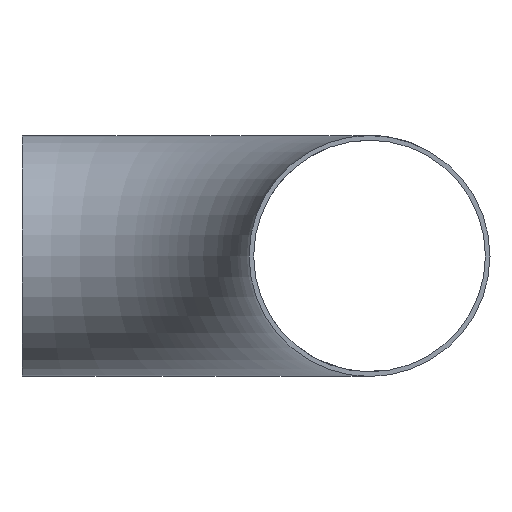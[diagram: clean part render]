
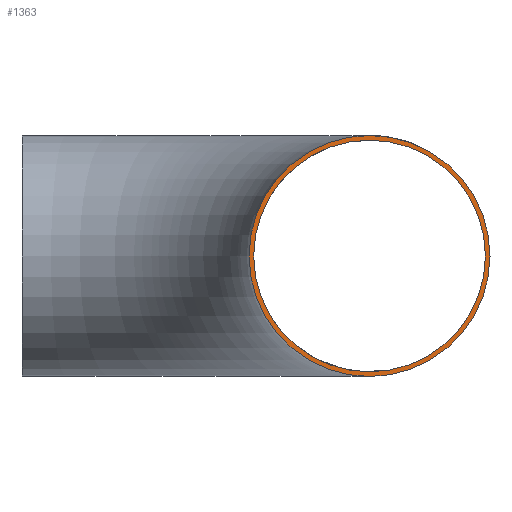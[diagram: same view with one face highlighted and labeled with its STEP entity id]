
A CAD part, left-side view. The second image highlights one B-rep face of the part: STEP entity #1363.
In plain terms, the highlighted planar face has unit normal (-1, 0, 0).
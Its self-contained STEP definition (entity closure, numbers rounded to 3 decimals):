
#700 = AXIS2_PLACEMENT_3D ( 'NONE', #10659, #15072, #3027 ) ;
#994 = CIRCLE ( 'NONE', #700, 50. ) ;
#1050 = EDGE_LOOP ( 'NONE', ( #11032, #19596 ) ) ;
#1363 = ADVANCED_FACE ( 'NONE', ( #5750, #4268 ), #11628, .F. ) ;
#1934 = CARTESIAN_POINT ( 'NONE',  ( 0., 0., 50. ) ) ;
#2137 = DIRECTION ( 'NONE',  ( 0., 0., -1. ) ) ;
#3027 = DIRECTION ( 'NONE',  ( 0., 0., -1. ) ) ;
#4268 = FACE_OUTER_BOUND ( 'NONE', #1050, .T. ) ;
#4693 = VERTEX_POINT ( 'NONE', #10932 ) ;
#5277 = EDGE_CURVE ( 'NONE', #10447, #9025, #994, .T. ) ;
#5352 = CARTESIAN_POINT ( 'NONE',  ( 0., 0., 0. ) ) ;
#5438 = CIRCLE ( 'NONE', #18010, 52. ) ;
#5452 = DIRECTION ( 'NONE',  ( 1., 0., 0. ) ) ;
#5477 = CIRCLE ( 'NONE', #15141, 52. ) ;
#5750 = FACE_BOUND ( 'NONE', #19887, .T. ) ;
#6697 = DIRECTION ( 'NONE',  ( 1., 0., 0. ) ) ;
#7371 = DIRECTION ( 'NONE',  ( 0., 0., -1. ) ) ;
#8685 = EDGE_CURVE ( 'NONE', #19278, #4693, #5477, .T. ) ;
#9025 = VERTEX_POINT ( 'NONE', #1934 ) ;
#10200 = CARTESIAN_POINT ( 'NONE',  ( 0., 0., 0. ) ) ;
#10446 = CIRCLE ( 'NONE', #18837, 50. ) ;
#10447 = VERTEX_POINT ( 'NONE', #18253 ) ;
#10628 = DIRECTION ( 'NONE',  ( 1., 0., 0. ) ) ;
#10659 = CARTESIAN_POINT ( 'NONE',  ( 0., 0., 0. ) ) ;
#10932 = CARTESIAN_POINT ( 'NONE',  ( 0., 0., 52. ) ) ;
#11032 = ORIENTED_EDGE ( 'NONE', *, *, #8685, .F. ) ;
#11577 = DIRECTION ( 'NONE',  ( 1., 0., 0. ) ) ;
#11628 = PLANE ( 'NONE',  #16301 ) ;
#13821 = EDGE_CURVE ( 'NONE', #9025, #10447, #10446, .T. ) ;
#15014 = EDGE_CURVE ( 'NONE', #4693, #19278, #5438, .T. ) ;
#15072 = DIRECTION ( 'NONE',  ( 1., 0., 0. ) ) ;
#15103 = CARTESIAN_POINT ( 'NONE',  ( 0., 0., -52. ) ) ;
#15141 = AXIS2_PLACEMENT_3D ( 'NONE', #10200, #6697, #7371 ) ;
#15149 = CARTESIAN_POINT ( 'NONE',  ( 0., 0., 0. ) ) ;
#15450 = DIRECTION ( 'NONE',  ( 0., 0., -1. ) ) ;
#16301 = AXIS2_PLACEMENT_3D ( 'NONE', #5352, #5452, #17761 ) ;
#17514 = CARTESIAN_POINT ( 'NONE',  ( 0., 0., 0. ) ) ;
#17761 = DIRECTION ( 'NONE',  ( 0., 0., -1. ) ) ;
#18010 = AXIS2_PLACEMENT_3D ( 'NONE', #17514, #11577, #2137 ) ;
#18253 = CARTESIAN_POINT ( 'NONE',  ( 0., 0., -50. ) ) ;
#18837 = AXIS2_PLACEMENT_3D ( 'NONE', #15149, #10628, #15450 ) ;
#19093 = ORIENTED_EDGE ( 'NONE', *, *, #13821, .T. ) ;
#19119 = ORIENTED_EDGE ( 'NONE', *, *, #5277, .T. ) ;
#19278 = VERTEX_POINT ( 'NONE', #15103 ) ;
#19596 = ORIENTED_EDGE ( 'NONE', *, *, #15014, .F. ) ;
#19887 = EDGE_LOOP ( 'NONE', ( #19093, #19119 ) ) ;
